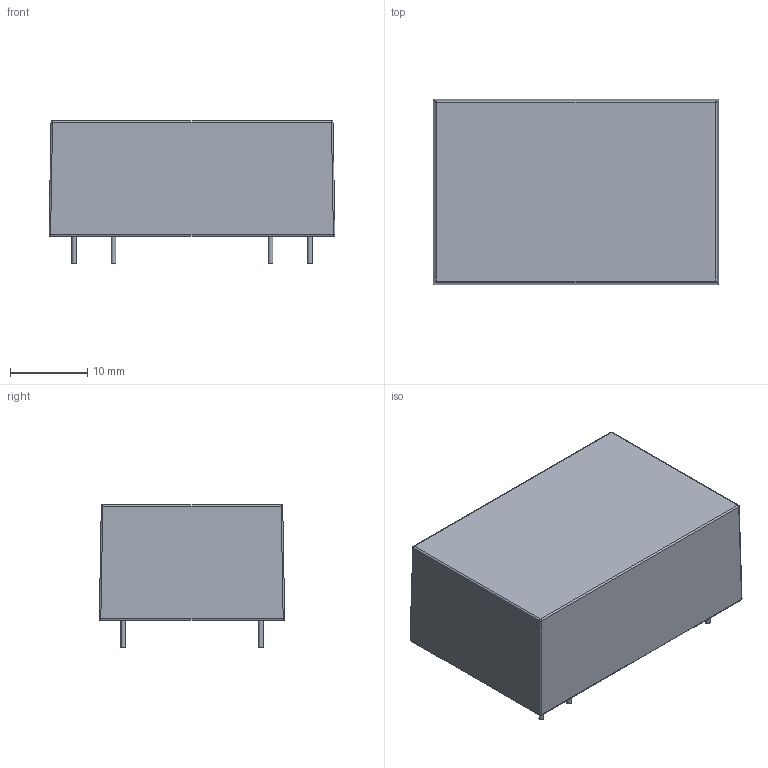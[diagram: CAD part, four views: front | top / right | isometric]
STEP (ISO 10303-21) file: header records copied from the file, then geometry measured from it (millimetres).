
FILE_DESCRIPTION(/* description */ (''),/* implementation_level */ '2;1');
FILE_NAME(/* name */ 'Recom RAC04-GA.step',/* time_stamp */ '2018-09-15T17:10:52+01:00',/* author */ ('cylindric'),/* organization */ (''),/* preprocessor_version */ 'ST-DEVELOPER v17.2',/* originating_system */ 'Autodesk Translation Framework v7.6.0.251',/* authorisation */ '');
FILE_SCHEMA (('AUTOMOTIVE_DESIGN { 1 0 10303 214 3 1 1 }'));
Length unit declared in the file: millimetre
Products named in the file (2): Recom RAC04-GA; rac04-ga
Assembly tree (1 placements, depth 2):
  Recom RAC04-GA
    rac04-ga
Bounding box: 36.99 x 23.99 x 18.5 mm (x, y, z)
Volume: 13084.2 mm3; surface area: 3568.7 mm2
Topology: 6 solids, 6 shells, 41 faces, 67 edges, 34 vertices
Faces by surface type: cylinder 17, plane 16, sphere 8
Full cylindrical faces by diameter (mm): 0.6 x5
Entity records: 961 total; most frequent: DIRECTION 185, CARTESIAN_POINT 141, ORIENTED_EDGE 126, AXIS2_PLACEMENT_3D 78, EDGE_CURVE 63, FACE_OUTER_BOUND 41, EDGE_LOOP 41, ADVANCED_FACE 41
